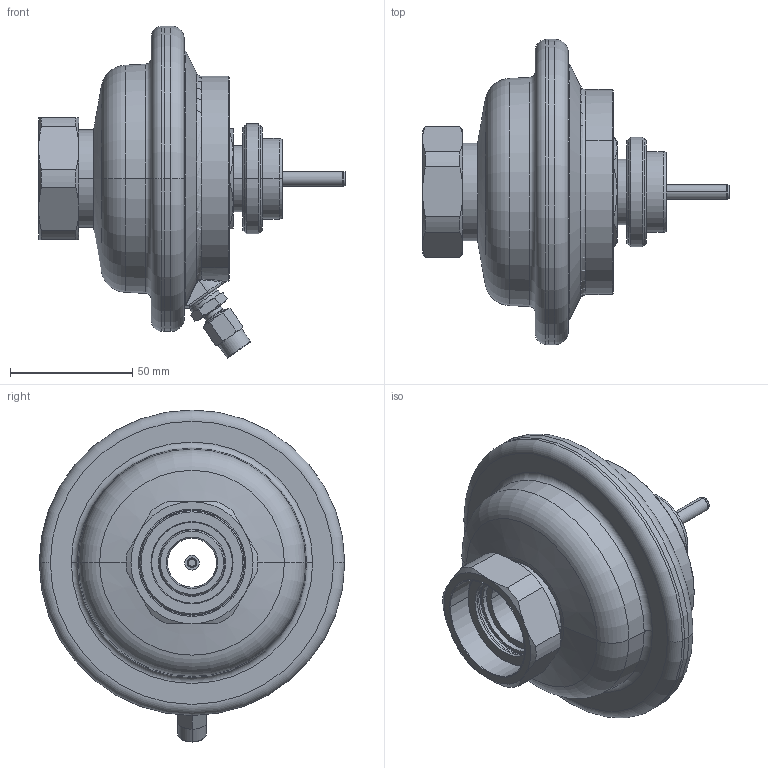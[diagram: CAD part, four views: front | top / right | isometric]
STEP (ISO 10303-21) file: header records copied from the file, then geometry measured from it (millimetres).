
FILE_DESCRIPTION((''),'2;1');
FILE_NAME('003H6843_ASM','2015-04-09T',('u317927'),('Danfoss'),'PRO/ENGINEER BY PARAMETRIC TECHNOLOGY CORPORATION, 2014000','PRO/ENGINEER BY PARAMETRIC TECHNOLOGY CORPORATION, 2014000','');
FILE_SCHEMA(('CONFIG_CONTROL_DESIGN'));
Length unit declared in the file: millimetre
Products named in the file (13): 88810790_ZAVIH_IZVRTAN; 8883807; 8890090; 8883810; 8881008_ASM; 8883867; 8881085; 8883868; 88810710; SERTO3; SERTO-1_ASM; 5454032; 003H6843_ASM
Assembly tree (12 placements, depth 3):
  003H6843_ASM
    88810790_ZAVIH_IZVRTAN
    8883807
    8890090
    8883810
    8881008_ASM
    8883867
    8881085
    8883868
    SERTO-1_ASM
      88810710
      SERTO3
    5454032
Bounding box: 125.7 x 125.09 x 135.94 mm (x, y, z)
Volume: 200547.4 mm3; surface area: 110413.1 mm2
Topology: 10 solids, 17 shells, 665 faces, 1574 edges, 962 vertices
Faces by surface type: plane 263, cone 165, cylinder 130, torus 86, bspline 18, sphere 3
Entity records: 21009 total; most frequent: CARTESIAN_POINT 5617, DIRECTION 3245, ORIENTED_EDGE 3124, EDGE_CURVE 1574, AXIS2_PLACEMENT_3D 1349, VERTEX_POINT 962, EDGE_LOOP 716, FACE_OUTER_BOUND 665
